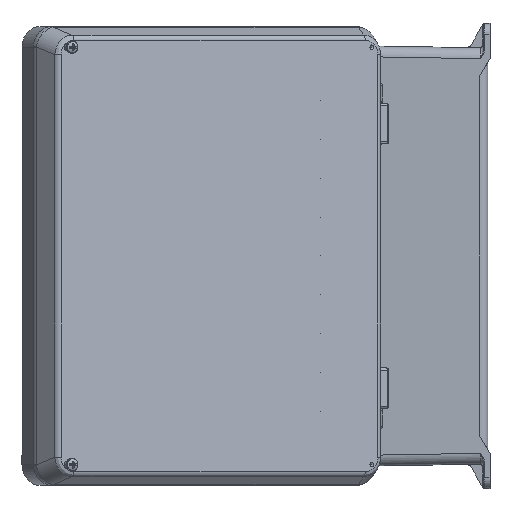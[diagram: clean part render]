
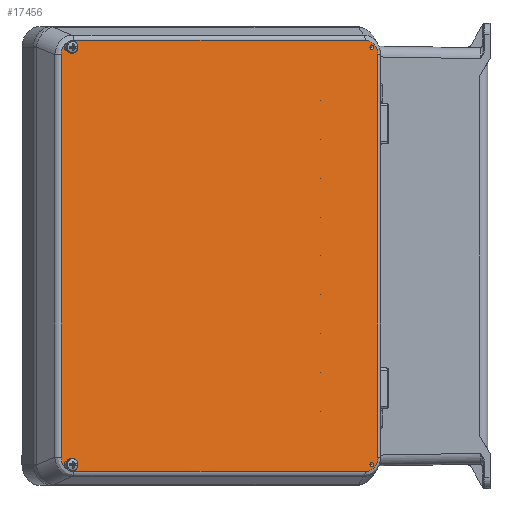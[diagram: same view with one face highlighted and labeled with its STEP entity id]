
A CAD part, left-side view. The second image highlights one B-rep face of the part: STEP entity #17456.
In plain terms, the highlighted face is planar.
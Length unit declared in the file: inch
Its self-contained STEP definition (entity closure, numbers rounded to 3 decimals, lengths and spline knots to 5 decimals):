
#63 = VERTEX_POINT ( 'NONE', #8021 ) ;
#199 = VERTEX_POINT ( 'NONE', #21381 ) ;
#1267 = CARTESIAN_POINT ( 'NONE',  ( -5.05906, 1.62205, -0.59843 ) ) ;
#1523 = VERTEX_POINT ( 'NONE', #5044 ) ;
#1620 = EDGE_LOOP ( 'NONE', ( #15885 ) ) ;
#2055 = EDGE_CURVE ( 'NONE', #63, #22426, #14533, .T. ) ;
#2804 = VERTEX_POINT ( 'NONE', #13080 ) ;
#3745 = DIRECTION ( 'NONE',  ( 0., 0., 1. ) ) ;
#3822 = PLANE ( 'NONE',  #23156 ) ;
#3841 = EDGE_CURVE ( 'NONE', #20208, #63, #17232, .T. ) ;
#4426 = CARTESIAN_POINT ( 'NONE',  ( 5.25908, 1.62205, -12.74747 ) ) ;
#4562 = CARTESIAN_POINT ( 'NONE',  ( -5.25908, 1.62205, -0.56749 ) ) ;
#5044 = CARTESIAN_POINT ( 'NONE',  ( -5.25908, 1.62205, -12.4972 ) ) ;
#5628 = CARTESIAN_POINT ( 'NONE',  ( -4.83972, 1.62205, -0.3984 ) ) ;
#6112 = ORIENTED_EDGE ( 'NONE', *, *, #3841, .T. ) ;
#6574 = CARTESIAN_POINT ( 'NONE',  ( 5.05906, 1.62205, -12.71654 ) ) ;
#6839 = CARTESIAN_POINT ( 'NONE',  ( 4.83972, 1.62205, -12.91656 ) ) ;
#6864 = CARTESIAN_POINT ( 'NONE',  ( -4.83972, 1.62205, -0.3984 ) ) ;
#7011 = CARTESIAN_POINT ( 'NONE',  ( -5.25908, 1.62205, -12.4972 ) ) ;
#7821 = ORIENTED_EDGE ( 'NONE', *, *, #18822, .F. ) ;
#8000 = DIRECTION ( 'NONE',  ( 1., 0., 0. ) ) ;
#8021 = CARTESIAN_POINT ( 'NONE',  ( 5.25908, 1.62205, -0.81776 ) ) ;
#8048 = ORIENTED_EDGE ( 'NONE', *, *, #15522, .T. ) ;
#8084 = CARTESIAN_POINT ( 'NONE',  ( 5.25908, 1.62205, -6.65748 ) ) ;
#8324 = EDGE_CURVE ( 'NONE', #2804, #1523, #31593, .T. ) ;
#8624 = DIRECTION ( 'NONE',  ( 0., -1., 0. ) ) ;
#8687 = DIRECTION ( 'NONE',  ( 0., 0., -1. ) ) ;
#8996 = DIRECTION ( 'NONE',  ( 0., 0., -1. ) ) ;
#9135 = DIRECTION ( 'NONE',  ( 0., 0., -1. ) ) ;
#9259 = CARTESIAN_POINT ( 'NONE',  ( 5.25908, 1.62205, -12.4972 ) ) ;
#9597 = CARTESIAN_POINT ( 'NONE',  ( -5.05906, 1.62205, -12.77953 ) ) ;
#10263 = EDGE_CURVE ( 'NONE', #15384, #15384, #16679, .T. ) ;
#10320 = EDGE_LOOP ( 'NONE', ( #16248 ) ) ;
#10345 = CARTESIAN_POINT ( 'NONE',  ( -5.25908, 1.62205, -6.65748 ) ) ;
#10432 = CIRCLE ( 'NONE', #30571, 0.10433 ) ;
#10437 = CARTESIAN_POINT ( 'NONE',  ( 4.83972, 1.62205, -0.3984 ) ) ;
#11131 = CARTESIAN_POINT ( 'NONE',  ( 4.83972, 1.62205, -0.3984 ) ) ;
#11545 = CARTESIAN_POINT ( 'NONE',  ( 5.05906, 1.62205, -0.59843 ) ) ;
#11628 = CARTESIAN_POINT ( 'NONE',  ( -5.08999, 1.62205, -0.3984 ) ) ;
#11827 = EDGE_LOOP ( 'NONE', ( #21044 ) ) ;
#12425 = FACE_BOUND ( 'NONE', #1620, .T. ) ;
#12457 = FACE_BOUND ( 'NONE', #10320, .T. ) ;
#12487 = FACE_OUTER_BOUND ( 'NONE', #13852, .T. ) ;
#12614 = FACE_BOUND ( 'NONE', #30962, .T. ) ;
#12645 = FACE_BOUND ( 'NONE', #11827, .T. ) ;
#12722 = CARTESIAN_POINT ( 'NONE',  ( 5.05906, 1.62205, -12.82087 ) ) ;
#12970 = VERTEX_POINT ( 'NONE', #12722 ) ;
#13017 = CARTESIAN_POINT ( 'NONE',  ( 5.25908, 1.62205, -0.81776 ) ) ;
#13080 = CARTESIAN_POINT ( 'NONE',  ( -5.25908, 1.62205, -0.81776 ) ) ;
#13228 = VERTEX_POINT ( 'NONE', #20040 ) ;
#13393 = VERTEX_POINT ( 'NONE', #27383 ) ;
#13852 = EDGE_LOOP ( 'NONE', ( #22471, #7821, #21475, #17425, #19572, #30378, #8048, #6112 ) ) ;
#13970 = CARTESIAN_POINT ( 'NONE',  ( 4.80436, 1.62205, -0.3984 ) ) ;
#14030 = DIRECTION ( 'NONE',  ( 0., 0., 1. ) ) ;
#14456 = VECTOR ( 'NONE', #9135, 39.37008 ) ;
#14533 = LINE ( 'NONE', #8084, #14456 ) ;
#15384 = VERTEX_POINT ( 'NONE', #9597 ) ;
#15472 = CIRCLE ( 'NONE', #16054, 0.10433 ) ;
#15522 = EDGE_CURVE ( 'NONE', #22028, #20208, #21284, .T. ) ;
#15885 = ORIENTED_EDGE ( 'NONE', *, *, #25505, .T. ) ;
#16054 = AXIS2_PLACEMENT_3D ( 'NONE', #11545, #28837, #14030 ) ;
#16248 = ORIENTED_EDGE ( 'NONE', *, *, #10263, .T. ) ;
#16481 = DIRECTION ( 'NONE',  ( 1., 0., 0. ) ) ;
#16679 = CIRCLE ( 'NONE', #23012, 0.06299 ) ;
#16753 = CARTESIAN_POINT ( 'NONE',  ( -4.83972, 1.62205, -12.91656 ) ) ;
#17232 =( BOUNDED_CURVE ( )  B_SPLINE_CURVE ( 3, ( #10437, #20332, #27801, #13017 ),
 .UNSPECIFIED., .F., .F. ) 
 B_SPLINE_CURVE_WITH_KNOTS ( ( 4, 4 ),
 ( 2.40401, 3.87917 ),
 .UNSPECIFIED. ) 
 CURVE ( )  GEOMETRIC_REPRESENTATION_ITEM ( )  RATIONAL_B_SPLINE_CURVE ( ( 1., 0.827, 0.827, 1. ) ) 
 REPRESENTATION_ITEM ( '' )  );
#17425 = ORIENTED_EDGE ( 'NONE', *, *, #21763, .T. ) ;
#17456 = ADVANCED_FACE ( 'NONE', ( #12645, #12614, #12487, #12457, #12425 ), #3822, .F. ) ;
#18366 = DIRECTION ( 'NONE',  ( 0., 1., 0. ) ) ;
#18822 = EDGE_CURVE ( 'NONE', #20975, #22426, #19435, .T. ) ;
#19435 =( BOUNDED_CURVE ( )  B_SPLINE_CURVE ( 3, ( #6839, #21530, #4426, #9259 ),
 .UNSPECIFIED., .F., .F. ) 
 B_SPLINE_CURVE_WITH_KNOTS ( ( 4, 4 ),
 ( 2.40401, 3.87917 ),
 .UNSPECIFIED. ) 
 CURVE ( )  GEOMETRIC_REPRESENTATION_ITEM ( )  RATIONAL_B_SPLINE_CURVE ( ( 1., 0.827, 0.827, 1. ) ) 
 REPRESENTATION_ITEM ( '' )  );
#19572 = ORIENTED_EDGE ( 'NONE', *, *, #8324, .F. ) ;
#20040 = CARTESIAN_POINT ( 'NONE',  ( 5.05906, 1.62205, -0.49409 ) ) ;
#20208 = VERTEX_POINT ( 'NONE', #11131 ) ;
#20332 = CARTESIAN_POINT ( 'NONE',  ( 5.08999, 1.62205, -0.3984 ) ) ;
#20539 = CARTESIAN_POINT ( 'NONE',  ( 4.83972, 1.62205, -12.91656 ) ) ;
#20946 = CARTESIAN_POINT ( 'NONE',  ( 5.65748, 1.62205, 0. ) ) ;
#20957 = AXIS2_PLACEMENT_3D ( 'NONE', #1267, #18366, #3745 ) ;
#20975 = VERTEX_POINT ( 'NONE', #20539 ) ;
#21044 = ORIENTED_EDGE ( 'NONE', *, *, #22678, .F. ) ;
#21203 = VECTOR ( 'NONE', #16481, 39.37008 ) ;
#21284 = LINE ( 'NONE', #13970, #21203 ) ;
#21381 = CARTESIAN_POINT ( 'NONE',  ( -4.83972, 1.62205, -12.91656 ) ) ;
#21475 = ORIENTED_EDGE ( 'NONE', *, *, #30836, .F. ) ;
#21530 = CARTESIAN_POINT ( 'NONE',  ( 5.08999, 1.62205, -12.91656 ) ) ;
#21668 = CARTESIAN_POINT ( 'NONE',  ( -5.25908, 1.62205, -0.81776 ) ) ;
#21711 = CARTESIAN_POINT ( 'NONE',  ( -5.25908, 1.62205, -12.74747 ) ) ;
#21763 = EDGE_CURVE ( 'NONE', #199, #1523, #25058, .T. ) ;
#21902 = VECTOR ( 'NONE', #8000, 39.37008 ) ;
#22028 = VERTEX_POINT ( 'NONE', #5628 ) ;
#22103 = LINE ( 'NONE', #22738, #21902 ) ;
#22335 = DIRECTION ( 'NONE',  ( 0., 0., -1. ) ) ;
#22380 = CIRCLE ( 'NONE', #20957, 0.06299 ) ;
#22426 = VERTEX_POINT ( 'NONE', #31090 ) ;
#22471 = ORIENTED_EDGE ( 'NONE', *, *, #2055, .T. ) ;
#22678 = EDGE_CURVE ( 'NONE', #13393, #13393, #22380, .T. ) ;
#22738 = CARTESIAN_POINT ( 'NONE',  ( 4.80436, 1.62205, -12.91656 ) ) ;
#23012 = AXIS2_PLACEMENT_3D ( 'NONE', #23366, #8624, #25830 ) ;
#23156 = AXIS2_PLACEMENT_3D ( 'NONE', #20946, #23438, #8687 ) ;
#23184 = ORIENTED_EDGE ( 'NONE', *, *, #24235, .F. ) ;
#23366 = CARTESIAN_POINT ( 'NONE',  ( -5.05906, 1.62205, -12.71654 ) ) ;
#23438 = DIRECTION ( 'NONE',  ( 0., -1., 0. ) ) ;
#23745 = DIRECTION ( 'NONE',  ( 0., -1., 0. ) ) ;
#24235 = EDGE_CURVE ( 'NONE', #13228, #13228, #15472, .T. ) ;
#25058 =( BOUNDED_CURVE ( )  B_SPLINE_CURVE ( 3, ( #16753, #31569, #21711, #7011 ),
 .UNSPECIFIED., .F., .F. ) 
 B_SPLINE_CURVE_WITH_KNOTS ( ( 4, 4 ),
 ( 2.40401, 3.87917 ),
 .UNSPECIFIED. ) 
 CURVE ( )  GEOMETRIC_REPRESENTATION_ITEM ( )  RATIONAL_B_SPLINE_CURVE ( ( 1., 0.827, 0.827, 1. ) ) 
 REPRESENTATION_ITEM ( '' )  );
#25505 = EDGE_CURVE ( 'NONE', #12970, #12970, #10432, .T. ) ;
#25830 = DIRECTION ( 'NONE',  ( 0., 0., -1. ) ) ;
#27383 = CARTESIAN_POINT ( 'NONE',  ( -5.05906, 1.62205, -0.53543 ) ) ;
#27801 = CARTESIAN_POINT ( 'NONE',  ( 5.25908, 1.62205, -0.56749 ) ) ;
#28837 = DIRECTION ( 'NONE',  ( 0., 1., 0. ) ) ;
#30378 = ORIENTED_EDGE ( 'NONE', *, *, #30667, .F. ) ;
#30571 = AXIS2_PLACEMENT_3D ( 'NONE', #6574, #23745, #8996 ) ;
#30667 = EDGE_CURVE ( 'NONE', #22028, #2804, #30897, .T. ) ;
#30836 = EDGE_CURVE ( 'NONE', #199, #20975, #22103, .T. ) ;
#30897 =( BOUNDED_CURVE ( )  B_SPLINE_CURVE ( 3, ( #6864, #11628, #4562, #21668 ),
 .UNSPECIFIED., .F., .T. ) 
 B_SPLINE_CURVE_WITH_KNOTS ( ( 4, 4 ),
 ( 2.40401, 3.87917 ),
 .UNSPECIFIED. ) 
 CURVE ( )  GEOMETRIC_REPRESENTATION_ITEM ( )  RATIONAL_B_SPLINE_CURVE ( ( 1., 0.827, 0.827, 1. ) ) 
 REPRESENTATION_ITEM ( '' )  );
#30962 = EDGE_LOOP ( 'NONE', ( #23184 ) ) ;
#31090 = CARTESIAN_POINT ( 'NONE',  ( 5.25908, 1.62205, -12.4972 ) ) ;
#31569 = CARTESIAN_POINT ( 'NONE',  ( -5.08999, 1.62205, -12.91656 ) ) ;
#31593 = LINE ( 'NONE', #10345, #31685 ) ;
#31685 = VECTOR ( 'NONE', #22335, 39.37008 ) ;
